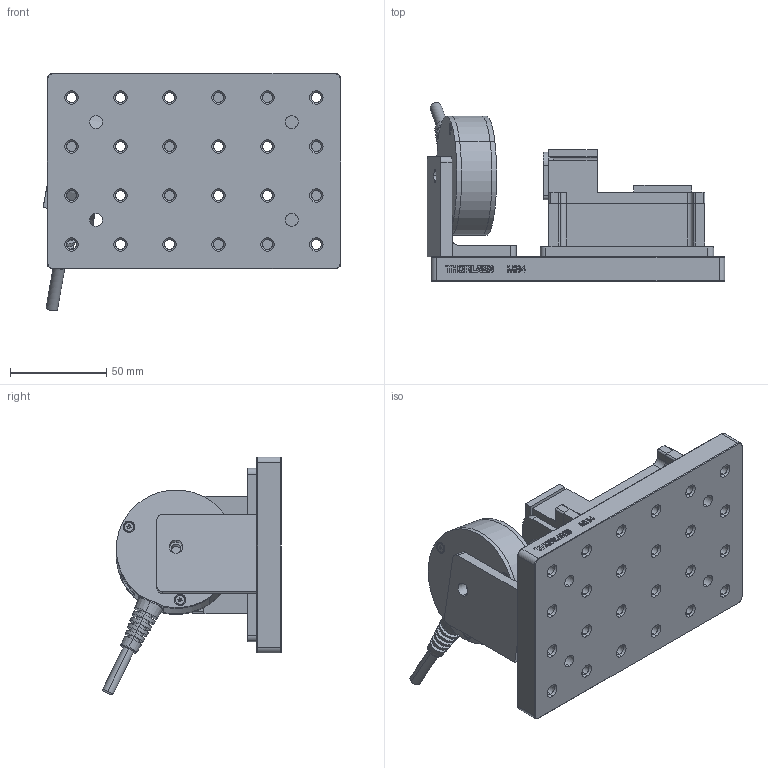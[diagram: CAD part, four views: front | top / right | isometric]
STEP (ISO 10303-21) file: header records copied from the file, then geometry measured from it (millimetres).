
FILE_DESCRIPTION (( 'STEP AP203' ), '1' );
FILE_NAME ('7000-0272.STEP', '2023-12-01T22:04:59', ( '' ), ( '' ), 'SwSTEP 2.0', 'SolidWorks 2021', '' );
FILE_SCHEMA (( 'CONFIG_CONTROL_DESIGN' ));
Length unit declared in the file: millimetre
Products named in the file (7): 3000-0793; 3000-0792; ophir head; 3000-0791; 1000-0195; 7000-0272; 3000-0705
Assembly tree (6 placements, depth 2):
  7000-0272
    1000-0195
    ophir head
    3000-0793
    3000-0705
    3000-0791
    3000-0792
Bounding box: 154.44 x 92.84 x 123.38 mm (x, y, z)
Volume: 191682.8 mm3; surface area: 126242.4 mm2
Topology: 27 solids, 29 shells, 1126 faces, 2789 edges, 1755 vertices
Faces by surface type: plane 425, cylinder 421, cone 242, bspline 34, torus 4
Entity records: 36923 total; most frequent: CARTESIAN_POINT 8747, DIRECTION 5977, ORIENTED_EDGE 5486, EDGE_CURVE 2743, AXIS2_PLACEMENT_3D 2204, VERTEX_POINT 1755, LINE 1569, VECTOR 1569
